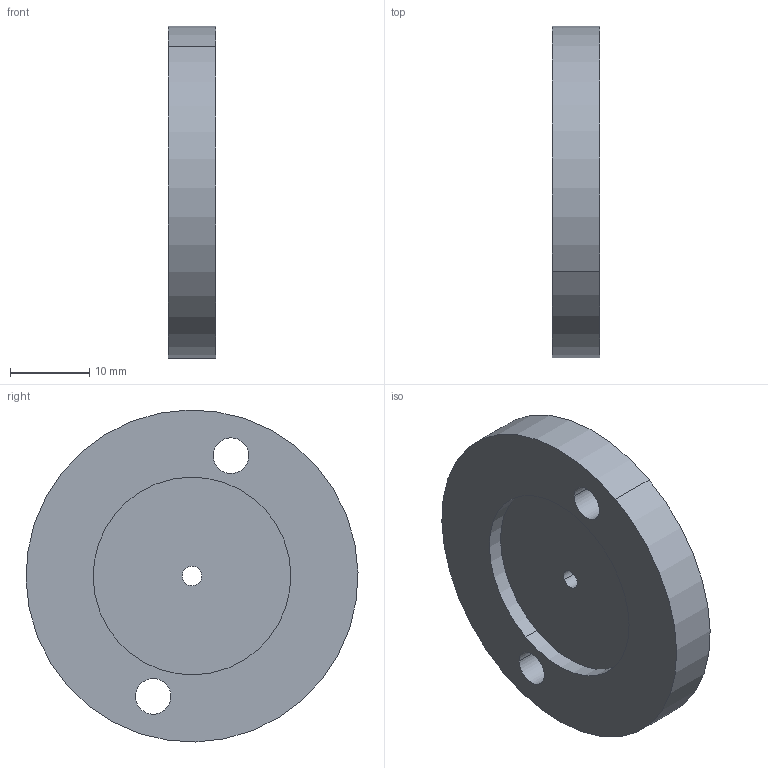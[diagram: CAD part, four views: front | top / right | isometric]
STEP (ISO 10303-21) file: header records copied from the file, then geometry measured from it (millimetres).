
FILE_DESCRIPTION(('CATIA V5 STEP Exchange'),'2;1');
FILE_NAME('HE COVER.stp','2016-10-11T11:38:39+00:00',('none'),('none'),'CATIA Version 5 Release 19 SP 9 (IN-10)','CATIA V5 STEP AP203 Edition 2','none');
FILE_SCHEMA(('AP203_CONFIGURATION_CONTROLLED_3D_DESIGN_OF_MECHANICAL_PARTS_AND_ASSEMBLIES_MIM_LF { 1 0 10303 403 2 1 2}'));
Length unit declared in the file: millimetre
Products named in the file (1): HE cover
Bounding box: 6 x 41.99 x 41.99 mm (x, y, z)
Volume: 7121.1 mm3; surface area: 3847.1 mm2
Topology: 1 solids, 1 shells, 13 faces, 32 edges, 23 vertices
Faces by surface type: cylinder 10, plane 3
Entity records: 403 total; most frequent: CARTESIAN_POINT 65, ORIENTED_EDGE 60, DIRECTION 48, AXIS2_PLACEMENT_3D 31, EDGE_CURVE 30, CIRCLE 22, VERTEX_POINT 20, EDGE_LOOP 20
